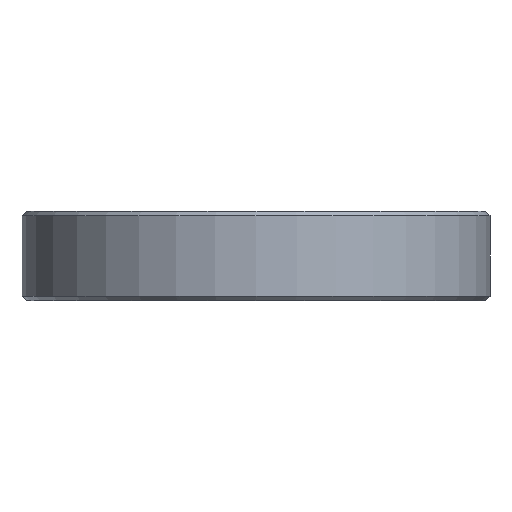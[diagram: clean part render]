
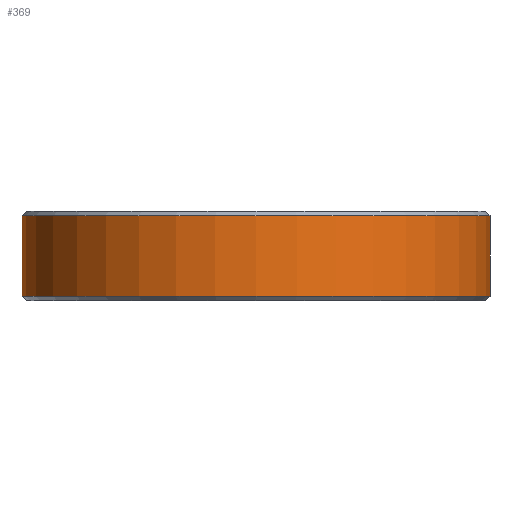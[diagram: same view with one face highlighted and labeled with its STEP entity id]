
A CAD part, front view. The second image highlights one B-rep face of the part: STEP entity #369.
In plain terms, the highlighted cylindrical face has radius 10.5 mm (diameter 21 mm), a partial arc.
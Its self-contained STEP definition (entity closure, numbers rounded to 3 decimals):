
#40 = VECTOR ( 'NONE', #859, 1000. ) ;
#79 = EDGE_CURVE ( 'NONE', #346, #274, #605, .T. ) ;
#85 = DIRECTION ( 'NONE',  ( 0., 0., -1. ) ) ;
#89 = DIRECTION ( 'NONE',  ( 0., 0., -1. ) ) ;
#119 = ORIENTED_EDGE ( 'NONE', *, *, #189, .T. ) ;
#180 = ORIENTED_EDGE ( 'NONE', *, *, #79, .T. ) ;
#189 = EDGE_CURVE ( 'NONE', #317, #772, #516, .T. ) ;
#202 = CARTESIAN_POINT ( 'NONE',  ( 10.5, 0., 3.8 ) ) ;
#206 = AXIS2_PLACEMENT_3D ( 'NONE', #289, #573, #500 ) ;
#232 = VECTOR ( 'NONE', #89, 1000. ) ;
#233 = AXIS2_PLACEMENT_3D ( 'NONE', #339, #258, #894 ) ;
#245 = EDGE_CURVE ( 'NONE', #772, #346, #736, .T. ) ;
#258 = DIRECTION ( 'NONE',  ( 0., 0., -1. ) ) ;
#274 = VERTEX_POINT ( 'NONE', #663 ) ;
#289 = CARTESIAN_POINT ( 'NONE',  ( 0., 0., 0.2 ) ) ;
#292 = CARTESIAN_POINT ( 'NONE',  ( 10.5, 0., 4. ) ) ;
#304 = DIRECTION ( 'NONE',  ( 1., 0., 0. ) ) ;
#305 = CARTESIAN_POINT ( 'NONE',  ( -10.5, 0., 3.8 ) ) ;
#317 = VERTEX_POINT ( 'NONE', #202 ) ;
#329 = CYLINDRICAL_SURFACE ( 'NONE', #233, 10.5 ) ;
#339 = CARTESIAN_POINT ( 'NONE',  ( 0., 0., 4. ) ) ;
#346 = VERTEX_POINT ( 'NONE', #488 ) ;
#369 = ADVANCED_FACE ( 'NONE', ( #412 ), #329, .T. ) ;
#409 = EDGE_LOOP ( 'NONE', ( #887, #119, #763, #180 ) ) ;
#412 = FACE_OUTER_BOUND ( 'NONE', #409, .T. ) ;
#488 = CARTESIAN_POINT ( 'NONE',  ( -10.5, 0., 0.2 ) ) ;
#500 = DIRECTION ( 'NONE',  ( 1., 0., 0. ) ) ;
#516 = CIRCLE ( 'NONE', #623, 10.5 ) ;
#573 = DIRECTION ( 'NONE',  ( 0., 0., 1. ) ) ;
#605 = CIRCLE ( 'NONE', #206, 10.5 ) ;
#616 = LINE ( 'NONE', #292, #40 ) ;
#623 = AXIS2_PLACEMENT_3D ( 'NONE', #739, #85, #304 ) ;
#652 = EDGE_CURVE ( 'NONE', #317, #274, #616, .T. ) ;
#663 = CARTESIAN_POINT ( 'NONE',  ( 10.5, 0., 0.2 ) ) ;
#674 = CARTESIAN_POINT ( 'NONE',  ( -10.5, 0., 4. ) ) ;
#736 = LINE ( 'NONE', #674, #232 ) ;
#739 = CARTESIAN_POINT ( 'NONE',  ( 0., 0., 3.8 ) ) ;
#763 = ORIENTED_EDGE ( 'NONE', *, *, #245, .T. ) ;
#772 = VERTEX_POINT ( 'NONE', #305 ) ;
#859 = DIRECTION ( 'NONE',  ( 0., 0., -1. ) ) ;
#887 = ORIENTED_EDGE ( 'NONE', *, *, #652, .F. ) ;
#894 = DIRECTION ( 'NONE',  ( -1., 0., 0. ) ) ;
